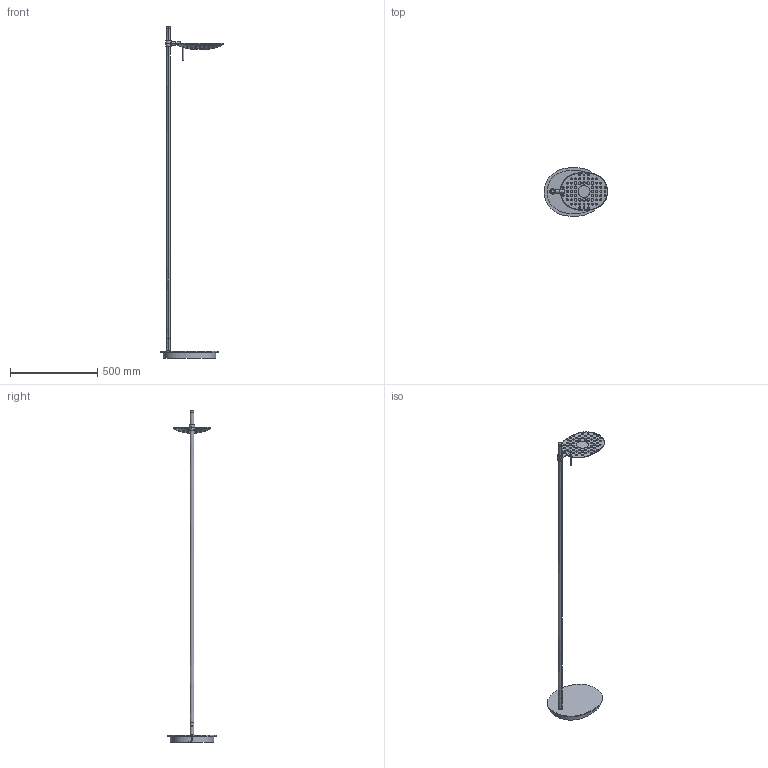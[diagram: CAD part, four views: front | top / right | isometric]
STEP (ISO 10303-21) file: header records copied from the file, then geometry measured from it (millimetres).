
FILE_DESCRIPTION(/* description */ (''),/* implementation_level */ '2;1');
FILE_NAME(/* name */ '1979100_Reall terra',/* time_stamp */ '2016-05-17T09:37:21+02:00',/* author */ (''),/* organization */ (''),/* preprocessor_version */ 'ST-DEVELOPER v10',/* originating_system */ '',/* authorisation */ '');
FILE_SCHEMA (('CONFIG_CONTROL_DESIGN'));
Length unit declared in the file: millimetre
Products named in the file (10): 1; 2; 3; 4; 5; 6; 7; 8; 9; 10
Assembly tree (9 placements, depth 3):
  1
    2
      3
    4
      5
    6
    7
      8
    9
      10
Bounding box: 362.18 x 279.67 x 1899 mm (x, y, z)
Volume: 2453890 mm3; surface area: 581364.1 mm2
Topology: 2 solids, 53 shells, 262 faces, 954 edges, 691 vertices
Faces by surface type: bspline 229, plane 33
Entity records: 49336 total; most frequent: CARTESIAN_POINT 43382, ORIENTED_EDGE 1373, EDGE_CURVE 824, B_SPLINE_CURVE_WITH_KNOTS 658, VERTEX_POINT 567, EDGE_LOOP 394, ADVANCED_FACE 262, FACE_OUTER_BOUND 262
